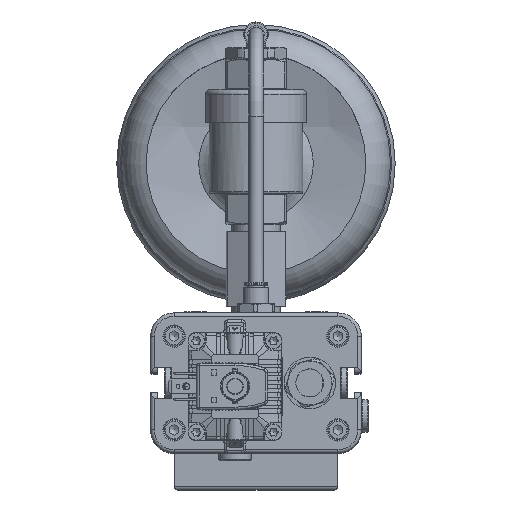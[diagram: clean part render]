
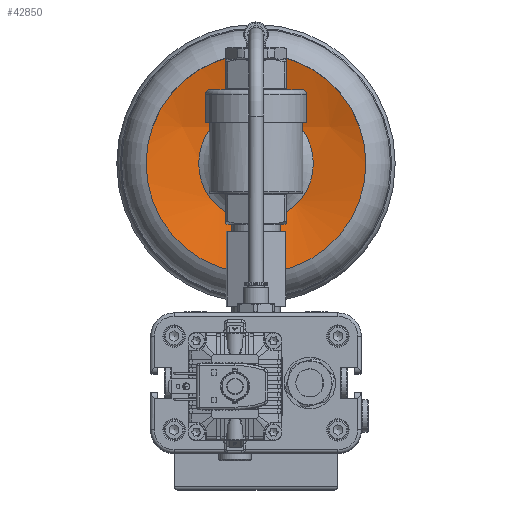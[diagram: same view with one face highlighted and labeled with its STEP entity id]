
A CAD part, top view. The second image highlights one B-rep face of the part: STEP entity #42850.
In plain terms, the highlighted spherical face has radius 137.607 mm.
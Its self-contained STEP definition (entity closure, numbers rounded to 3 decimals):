
#84=SPHERICAL_SURFACE('',#46355,137.607);
#3708=FACE_OUTER_BOUND('',#6231,.T.);
#6231=EDGE_LOOP('',(#33851,#33852));
#8664=CIRCLE('',#46352,46.972);
#8665=CIRCLE('',#46353,46.972);
#18943=VERTEX_POINT('',#72948);
#18944=VERTEX_POINT('',#72949);
#24312=EDGE_CURVE('',#18943,#18944,#8664,.T.);
#24313=EDGE_CURVE('',#18944,#18943,#8665,.T.);
#33851=ORIENTED_EDGE('',*,*,#24312,.T.);
#33852=ORIENTED_EDGE('',*,*,#24313,.T.);
#42850=ADVANCED_FACE('',(#3708),#84,.T.);
#46352=AXIS2_PLACEMENT_3D('',#72950,#54975,#54976);
#46353=AXIS2_PLACEMENT_3D('',#72951,#54977,#54978);
#46355=AXIS2_PLACEMENT_3D('',#72953,#54981,#54982);
#54975=DIRECTION('center_axis',(0.,0.,
-1.));
#54976=DIRECTION('ref_axis',(1.,0.,0.));
#54977=DIRECTION('center_axis',(0.,0.,
-1.));
#54978=DIRECTION('ref_axis',(1.,0.,0.));
#54981=DIRECTION('center_axis',(0.,-1.,0.));
#54982=DIRECTION('ref_axis',(0.,0.,
-1.));
#72948=CARTESIAN_POINT('',(46.972,94.,-134.587));
#72949=CARTESIAN_POINT('',(0.,47.028,-134.587));
#72950=CARTESIAN_POINT('Origin',(0.,94.,
-134.587));
#72951=CARTESIAN_POINT('Origin',(0.,94.,
-134.587));
#72953=CARTESIAN_POINT('Origin',(0.,94.,
-5.245));
